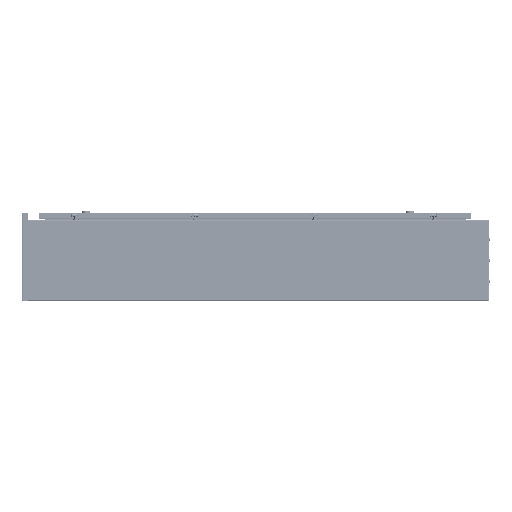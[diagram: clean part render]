
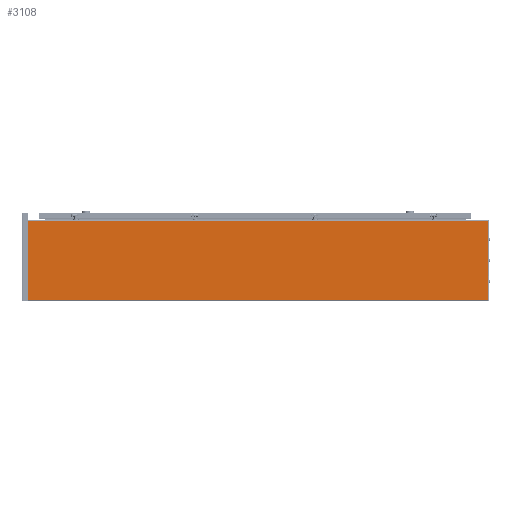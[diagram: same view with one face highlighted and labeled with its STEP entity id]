
A CAD part, left-side view. The second image highlights one B-rep face of the part: STEP entity #3108.
In plain terms, the highlighted planar face has unit normal (-1, 0, 0).
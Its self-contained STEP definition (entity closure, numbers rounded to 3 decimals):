
#924 = VECTOR ( 'NONE', #21980, 1000. ) ;
#1294 = DIRECTION ( 'NONE',  ( 1., 0., 0. ) ) ;
#1999 = ORIENTED_EDGE ( 'NONE', *, *, #40651, .T. ) ;
#2018 = VERTEX_POINT ( 'NONE', #35107 ) ;
#3108 = ADVANCED_FACE ( 'NONE', ( #9017, #12066 ), #31916, .F. ) ;
#5012 = CIRCLE ( 'NONE', #32220, 0.5 ) ;
#5023 = ORIENTED_EDGE ( 'NONE', *, *, #16733, .T. ) ;
#5208 = LINE ( 'NONE', #37966, #924 ) ;
#5751 = CARTESIAN_POINT ( 'NONE',  ( -356.583, -1507.944, 274. ) ) ;
#7742 = LINE ( 'NONE', #11227, #37795 ) ;
#8223 = VECTOR ( 'NONE', #22759, 1000. ) ;
#8283 = CARTESIAN_POINT ( 'NONE',  ( -356.583, -1507.944, 1. ) ) ;
#8290 = ORIENTED_EDGE ( 'NONE', *, *, #27042, .F. ) ;
#8911 = CARTESIAN_POINT ( 'NONE',  ( -356.583, -1429.944, 195.5 ) ) ;
#9017 = FACE_BOUND ( 'NONE', #11830, .T. ) ;
#9799 = EDGE_LOOP ( 'NONE', ( #8290, #26061, #40321, #11594 ) ) ;
#11227 = CARTESIAN_POINT ( 'NONE',  ( -356.583, 89.056, 1. ) ) ;
#11335 = CARTESIAN_POINT ( 'NONE',  ( -356.583, -1429.944, 196. ) ) ;
#11594 = ORIENTED_EDGE ( 'NONE', *, *, #28746, .T. ) ;
#11830 = EDGE_LOOP ( 'NONE', ( #5023, #1999 ) ) ;
#12066 = FACE_OUTER_BOUND ( 'NONE', #9799, .T. ) ;
#14785 = VERTEX_POINT ( 'NONE', #5751 ) ;
#16733 = EDGE_CURVE ( 'NONE', #23209, #35428, #5012, .T. ) ;
#17047 = AXIS2_PLACEMENT_3D ( 'NONE', #25355, #38712, #22289 ) ;
#17246 = AXIS2_PLACEMENT_3D ( 'NONE', #25666, #36751, #28510 ) ;
#18817 = LINE ( 'NONE', #25569, #28829 ) ;
#19923 = LINE ( 'NONE', #22966, #8223 ) ;
#20710 = CIRCLE ( 'NONE', #17246, 0.5 ) ;
#21031 = DIRECTION ( 'NONE',  ( 0., 1., 0. ) ) ;
#21980 = DIRECTION ( 'NONE',  ( 0., 1., 0. ) ) ;
#22289 = DIRECTION ( 'NONE',  ( 0., 0., -1. ) ) ;
#22759 = DIRECTION ( 'NONE',  ( 0., 0., 1. ) ) ;
#22966 = CARTESIAN_POINT ( 'NONE',  ( -356.583, -1507.944, 274. ) ) ;
#23209 = VERTEX_POINT ( 'NONE', #8911 ) ;
#24314 = EDGE_CURVE ( 'NONE', #14785, #40606, #5208, .T. ) ;
#25355 = CARTESIAN_POINT ( 'NONE',  ( -356.583, 89.056, 274. ) ) ;
#25569 = CARTESIAN_POINT ( 'NONE',  ( -356.583, 89.056, 274. ) ) ;
#25666 = CARTESIAN_POINT ( 'NONE',  ( -356.583, -1429.944, 196. ) ) ;
#26061 = ORIENTED_EDGE ( 'NONE', *, *, #39667, .T. ) ;
#27042 = EDGE_CURVE ( 'NONE', #31080, #2018, #7742, .T. ) ;
#28510 = DIRECTION ( 'NONE',  ( 0., 0., -1. ) ) ;
#28746 = EDGE_CURVE ( 'NONE', #40606, #2018, #18817, .T. ) ;
#28829 = VECTOR ( 'NONE', #28855, 1000. ) ;
#28855 = DIRECTION ( 'NONE',  ( 0., 0., -1. ) ) ;
#30756 = DIRECTION ( 'NONE',  ( 0., 0., -1. ) ) ;
#31080 = VERTEX_POINT ( 'NONE', #8283 ) ;
#31670 = CARTESIAN_POINT ( 'NONE',  ( -356.583, -1429.944, 196.5 ) ) ;
#31916 = PLANE ( 'NONE',  #17047 ) ;
#32220 = AXIS2_PLACEMENT_3D ( 'NONE', #11335, #1294, #30756 ) ;
#34835 = CARTESIAN_POINT ( 'NONE',  ( -356.583, 89.056, 274. ) ) ;
#35107 = CARTESIAN_POINT ( 'NONE',  ( -356.583, 89.056, 1. ) ) ;
#35428 = VERTEX_POINT ( 'NONE', #31670 ) ;
#36751 = DIRECTION ( 'NONE',  ( 1., 0., 0. ) ) ;
#37795 = VECTOR ( 'NONE', #21031, 1000. ) ;
#37966 = CARTESIAN_POINT ( 'NONE',  ( -356.583, 89.056, 274. ) ) ;
#38712 = DIRECTION ( 'NONE',  ( 1., 0., 0. ) ) ;
#39667 = EDGE_CURVE ( 'NONE', #31080, #14785, #19923, .T. ) ;
#40321 = ORIENTED_EDGE ( 'NONE', *, *, #24314, .T. ) ;
#40606 = VERTEX_POINT ( 'NONE', #34835 ) ;
#40651 = EDGE_CURVE ( 'NONE', #35428, #23209, #20710, .T. ) ;
